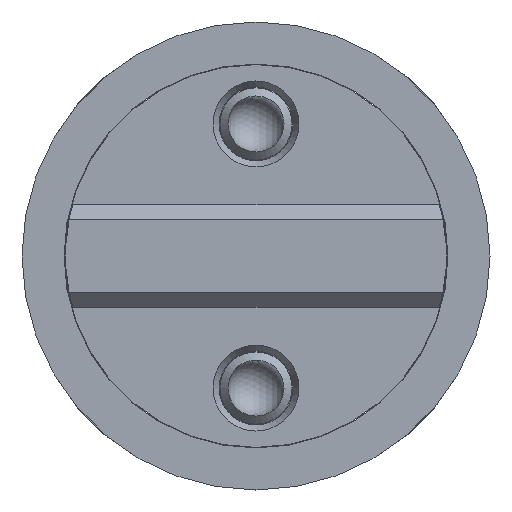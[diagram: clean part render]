
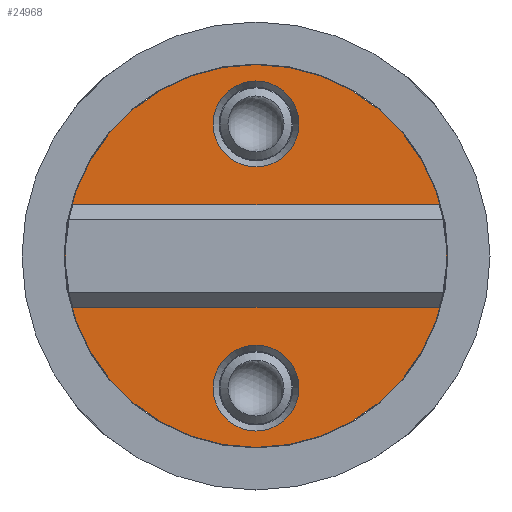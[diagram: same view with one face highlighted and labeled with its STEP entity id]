
A CAD part, left-side view. The second image highlights one B-rep face of the part: STEP entity #24968.
In plain terms, the highlighted planar face has unit normal (-1, 0, 0).
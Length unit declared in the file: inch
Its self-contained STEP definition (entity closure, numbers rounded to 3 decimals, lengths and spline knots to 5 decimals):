
#438 = CARTESIAN_POINT ( 'NONE',  ( -0.332, 0., -0.232 ) ) ;
#729 = AXIS2_PLACEMENT_3D ( 'NONE', #46953, #24961, #3065 ) ;
#804 = AXIS2_PLACEMENT_3D ( 'NONE', #16869, #42504, #20535 ) ;
#1243 = FACE_BOUND ( 'NONE', #33832, .T. ) ;
#1658 = DIRECTION ( 'NONE',  ( 0., 1., 0. ) ) ;
#2195 = DIRECTION ( 'NONE',  ( 0., -1., 0. ) ) ;
#2225 = CARTESIAN_POINT ( 'NONE',  ( -0.332, 0.47756, -0.134 ) ) ;
#2880 = CARTESIAN_POINT ( 'NONE',  ( -0.332, 0.47756, 0.134 ) ) ;
#3065 = DIRECTION ( 'NONE',  ( 0., 0., 1. ) ) ;
#3757 = CIRCLE ( 'NONE', #804, 0.496 ) ;
#3911 = ORIENTED_EDGE ( 'NONE', *, *, #4154, .F. ) ;
#4154 = EDGE_CURVE ( 'NONE', #37347, #37347, #34813, .T. ) ;
#4458 = CIRCLE ( 'NONE', #729, 0.496 ) ;
#5862 = EDGE_CURVE ( 'NONE', #41121, #31991, #9255, .T. ) ;
#6401 = AXIS2_PLACEMENT_3D ( 'NONE', #21192, #46863, #24881 ) ;
#7638 = EDGE_LOOP ( 'NONE', ( #35553 ) ) ;
#9255 = LINE ( 'NONE', #16745, #17752 ) ;
#11001 = FACE_BOUND ( 'NONE', #7638, .T. ) ;
#11226 = PLANE ( 'NONE',  #19066 ) ;
#11670 = ORIENTED_EDGE ( 'NONE', *, *, #26926, .F. ) ;
#11693 = EDGE_CURVE ( 'NONE', #15569, #15569, #19043, .T. ) ;
#11785 = CIRCLE ( 'NONE', #45346, 0.112 ) ;
#13683 = EDGE_CURVE ( 'NONE', #47063, #31991, #4458, .T. ) ;
#15027 = DIRECTION ( 'NONE',  ( 1., 0., 0. ) ) ;
#15569 = VERTEX_POINT ( 'NONE', #47381 ) ;
#16533 = EDGE_LOOP ( 'NONE', ( #27080 ) ) ;
#16745 = CARTESIAN_POINT ( 'NONE',  ( -0.332, -0.48701, 0.134 ) ) ;
#16869 = CARTESIAN_POINT ( 'NONE',  ( -0.332, 0., 0. ) ) ;
#17752 = VECTOR ( 'NONE', #2195, 39.37008 ) ;
#17876 = CARTESIAN_POINT ( 'NONE',  ( -0.332, 0., -0.344 ) ) ;
#18464 = VECTOR ( 'NONE', #1658, 39.37008 ) ;
#19043 = CIRCLE ( 'NONE', #28831, 0.112 ) ;
#19066 = AXIS2_PLACEMENT_3D ( 'NONE', #36939, #15027, #40637 ) ;
#20525 = CARTESIAN_POINT ( 'NONE',  ( -0.332, 0., 0.344 ) ) ;
#20535 = DIRECTION ( 'NONE',  ( 0., 0., -1. ) ) ;
#20615 = CARTESIAN_POINT ( 'NONE',  ( -0.332, -0.47756, 0.134 ) ) ;
#21192 = CARTESIAN_POINT ( 'NONE',  ( -0.332, 0., 0. ) ) ;
#21545 = DIRECTION ( 'NONE',  ( 0., 0., 1. ) ) ;
#23510 = CARTESIAN_POINT ( 'NONE',  ( -0.332, 0.48701, -0.134 ) ) ;
#24194 = DIRECTION ( 'NONE',  ( 0., 0., 1. ) ) ;
#24881 = DIRECTION ( 'NONE',  ( 0., 0., -1. ) ) ;
#24961 = DIRECTION ( 'NONE',  ( -1., 0., 0. ) ) ;
#24968 = ADVANCED_FACE ( 'NONE', ( #11001, #29283, #30463, #1243 ), #11226, .F. ) ;
#25218 = CARTESIAN_POINT ( 'NONE',  ( -0.332, 0., -0.4985 ) ) ;
#26608 = ORIENTED_EDGE ( 'NONE', *, *, #13683, .F. ) ;
#26926 = EDGE_CURVE ( 'NONE', #41121, #36856, #3757, .T. ) ;
#27080 = ORIENTED_EDGE ( 'NONE', *, *, #11693, .F. ) ;
#28206 = LINE ( 'NONE', #23510, #18464 ) ;
#28831 = AXIS2_PLACEMENT_3D ( 'NONE', #20525, #46181, #24194 ) ;
#29283 = FACE_BOUND ( 'NONE', #16533, .T. ) ;
#30463 = FACE_OUTER_BOUND ( 'NONE', #42819, .T. ) ;
#31682 = ORIENTED_EDGE ( 'NONE', *, *, #34435, .T. ) ;
#31991 = VERTEX_POINT ( 'NONE', #20615 ) ;
#32158 = VERTEX_POINT ( 'NONE', #438 ) ;
#32277 = ORIENTED_EDGE ( 'NONE', *, *, #5862, .T. ) ;
#33832 = EDGE_LOOP ( 'NONE', ( #26608, #31682, #11670, #32277 ) ) ;
#34435 = EDGE_CURVE ( 'NONE', #47063, #36856, #28206, .T. ) ;
#34813 = CIRCLE ( 'NONE', #6401, 0.4985 ) ;
#35553 = ORIENTED_EDGE ( 'NONE', *, *, #39790, .F. ) ;
#36856 = VERTEX_POINT ( 'NONE', #2225 ) ;
#36939 = CARTESIAN_POINT ( 'NONE',  ( -0.332, 0., 0. ) ) ;
#37347 = VERTEX_POINT ( 'NONE', #25218 ) ;
#39790 = EDGE_CURVE ( 'NONE', #32158, #32158, #11785, .T. ) ;
#40637 = DIRECTION ( 'NONE',  ( 0., 0., -1. ) ) ;
#41121 = VERTEX_POINT ( 'NONE', #2880 ) ;
#42504 = DIRECTION ( 'NONE',  ( -1., 0., 0. ) ) ;
#42819 = EDGE_LOOP ( 'NONE', ( #3911 ) ) ;
#43263 = CARTESIAN_POINT ( 'NONE',  ( -0.332, -0.47756, -0.134 ) ) ;
#43549 = DIRECTION ( 'NONE',  ( -1., 0., 0. ) ) ;
#45346 = AXIS2_PLACEMENT_3D ( 'NONE', #17876, #43549, #21545 ) ;
#46181 = DIRECTION ( 'NONE',  ( -1., 0., 0. ) ) ;
#46863 = DIRECTION ( 'NONE',  ( 1., 0., 0. ) ) ;
#46953 = CARTESIAN_POINT ( 'NONE',  ( -0.332, 0., 0. ) ) ;
#47063 = VERTEX_POINT ( 'NONE', #43263 ) ;
#47381 = CARTESIAN_POINT ( 'NONE',  ( -0.332, 0., 0.456 ) ) ;
